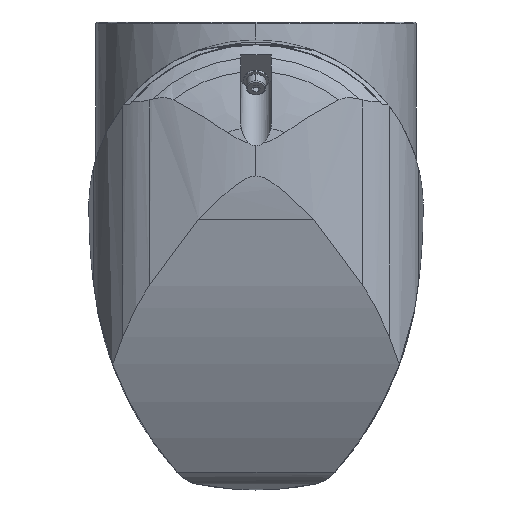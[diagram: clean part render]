
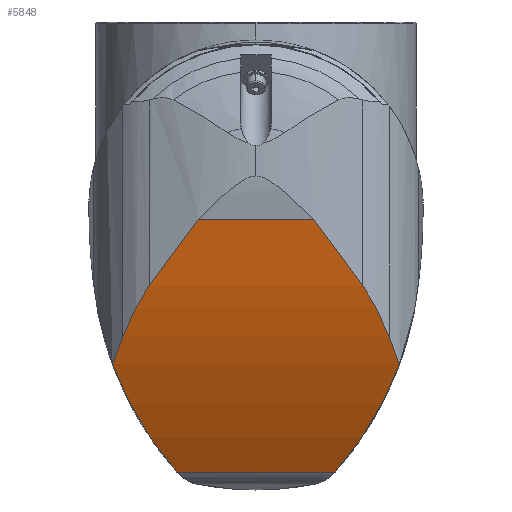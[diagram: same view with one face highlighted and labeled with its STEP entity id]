
A CAD part, top view. The second image highlights one B-rep face of the part: STEP entity #5848.
In plain terms, the highlighted cylindrical face has radius 245.724 mm (diameter 491.448 mm), a partial arc.
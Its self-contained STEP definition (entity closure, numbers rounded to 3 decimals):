
#2109=CARTESIAN_POINT('',(28.463,-94.872,56.653));
#2110=CARTESIAN_POINT('',(29.924,-93.216,57.737));
#2111=CARTESIAN_POINT('',(32.742,-89.84,59.889));
#2112=CARTESIAN_POINT('',(36.677,-84.576,63.064));
#2113=CARTESIAN_POINT('',(40.294,-79.155,66.15));
#2114=CARTESIAN_POINT('',(43.59,-73.599,69.127));
#2115=CARTESIAN_POINT('',(46.558,-67.937,71.976));
#2116=CARTESIAN_POINT('',(49.197,-62.198,74.68));
#2117=CARTESIAN_POINT('',(50.738,-58.337,76.379));
#2118=CARTESIAN_POINT('',(51.456,-56.398,77.202));
#2123=CARTESIAN_POINT('',(28.356,-94.999,56.57));
#2124=CARTESIAN_POINT('',(28.374,-94.978,56.584));
#2125=CARTESIAN_POINT('',(28.41,-94.936,56.612));
#2126=CARTESIAN_POINT('',(28.445,-94.894,56.639));
#2127=CARTESIAN_POINT('',(28.463,-94.872,56.653));
#2132=DIRECTION('',(-1.,0.,0.));
#2133=VECTOR('',#2132,56.712);
#2134=CARTESIAN_POINT('',(28.356,-94.999,56.57));
#2135=LINE('',#2134,#2133);
#2139=CARTESIAN_POINT('',(-28.463,-94.872,
56.653));
#2140=CARTESIAN_POINT('',(-28.445,-94.894,
56.639));
#2141=CARTESIAN_POINT('',(-28.41,-94.936,56.612));
#2142=CARTESIAN_POINT('',(-28.374,-94.978,
56.584));
#2143=CARTESIAN_POINT('',(-28.356,-94.999,
56.57));
#2148=CARTESIAN_POINT('',(-51.456,-56.398,
77.202));
#2149=CARTESIAN_POINT('',(-50.738,-58.337,
76.379));
#2150=CARTESIAN_POINT('',(-49.197,-62.198,
74.68));
#2151=CARTESIAN_POINT('',(-46.558,-67.937,
71.976));
#2152=CARTESIAN_POINT('',(-43.59,-73.599,
69.127));
#2153=CARTESIAN_POINT('',(-40.294,-79.155,
66.15));
#2154=CARTESIAN_POINT('',(-36.677,-84.576,
63.064));
#2155=CARTESIAN_POINT('',(-32.742,-89.841,
59.889));
#2156=CARTESIAN_POINT('',(-29.924,-93.216,
57.737));
#2157=CARTESIAN_POINT('',(-28.463,-94.872,
56.653));
#2162=CARTESIAN_POINT('',(-47.892,-46.671,
81.091));
#2163=CARTESIAN_POINT('',(-48.529,-48.266,
80.493));
#2164=CARTESIAN_POINT('',(-49.759,-51.483,
79.248));
#2165=CARTESIAN_POINT('',(-50.905,-54.751,
77.902));
#2166=CARTESIAN_POINT('',(-51.456,-56.398,
77.202));
#2171=CARTESIAN_POINT('',(-38.367,-28.158,
87.213));
#2172=CARTESIAN_POINT('',(-38.965,-29.024,
86.964));
#2173=CARTESIAN_POINT('',(-40.184,-30.903,
86.415));
#2174=CARTESIAN_POINT('',(-42.069,-34.165,
85.414));
#2175=CARTESIAN_POINT('',(-43.991,-37.864,
84.219));
#2176=CARTESIAN_POINT('',(-45.94,-42.009,
82.803));
#2177=CARTESIAN_POINT('',(-47.243,-45.068,
81.693));
#2178=CARTESIAN_POINT('',(-47.892,-46.671,
81.091));
#2183=CARTESIAN_POINT('',(-20.686,-4.293,
92.795));
#2184=CARTESIAN_POINT('',(-21.493,-5.246,
92.622));
#2185=CARTESIAN_POINT('',(-23.079,-7.174,
92.26));
#2186=CARTESIAN_POINT('',(-25.399,-10.114,
91.67));
#2187=CARTESIAN_POINT('',(-27.663,-13.086,
91.036));
#2188=CARTESIAN_POINT('',(-29.88,-16.078,
90.359));
#2189=CARTESIAN_POINT('',(-32.052,-19.081,
89.64));
#2190=CARTESIAN_POINT('',(-34.188,-22.095,
88.878));
#2191=CARTESIAN_POINT('',(-36.292,-25.118,
88.072));
#2192=CARTESIAN_POINT('',(-37.678,-27.143,
87.504));
#2193=CARTESIAN_POINT('',(-38.367,-28.158,
87.213));
#2198=CARTESIAN_POINT('',(38.367,-28.158,87.213));
#2199=CARTESIAN_POINT('',(37.678,-27.143,87.504));
#2200=CARTESIAN_POINT('',(36.292,-25.118,88.072));
#2201=CARTESIAN_POINT('',(34.187,-22.094,88.878));
#2202=CARTESIAN_POINT('',(32.051,-19.08,89.64));
#2203=CARTESIAN_POINT('',(29.879,-16.076,90.36));
#2204=CARTESIAN_POINT('',(27.662,-13.084,91.037));
#2205=CARTESIAN_POINT('',(25.398,-10.113,91.67));
#2206=CARTESIAN_POINT('',(23.079,-7.174,92.26));
#2207=CARTESIAN_POINT('',(21.493,-5.246,92.622));
#2208=CARTESIAN_POINT('',(20.686,-4.293,92.795));
#2213=CARTESIAN_POINT('',(47.892,-46.671,81.091));
#2214=CARTESIAN_POINT('',(47.243,-45.068,81.693));
#2215=CARTESIAN_POINT('',(45.94,-42.01,82.803));
#2216=CARTESIAN_POINT('',(43.992,-37.865,84.219));
#2217=CARTESIAN_POINT('',(42.069,-34.166,85.414));
#2218=CARTESIAN_POINT('',(40.184,-30.903,86.415));
#2219=CARTESIAN_POINT('',(38.965,-29.024,86.964));
#2220=CARTESIAN_POINT('',(38.367,-28.158,87.213));
#2225=CARTESIAN_POINT('',(51.456,-56.398,77.202));
#2226=CARTESIAN_POINT('',(50.905,-54.751,77.902));
#2227=CARTESIAN_POINT('',(49.759,-51.482,79.248));
#2228=CARTESIAN_POINT('',(48.529,-48.266,80.493));
#2229=CARTESIAN_POINT('',(47.892,-46.671,81.091));
#2374=CARTESIAN_POINT('',(28.356,-94.999,56.57));
#2423=CARTESIAN_POINT('',(-28.356,-94.999,
56.57));
#2992=DIRECTION('',(-1.,0.,0.));
#2993=VECTOR('',#2992,41.372);
#2994=CARTESIAN_POINT('',(20.686,-4.293,92.795));
#2995=LINE('',#2994,#2993);
#4180=VERTEX_POINT('',#2171);
#4181=VERTEX_POINT('',#2178);
#4182=VERTEX_POINT('',#2183);
#4183=VERTEX_POINT('',#2198);
#4184=VERTEX_POINT('',#2208);
#4185=VERTEX_POINT('',#2213);
#4208=VERTEX_POINT('',#2374);
#4211=VERTEX_POINT('',#2423);
#4212=VERTEX_POINT('',#2109);
#4213=VERTEX_POINT('',#2118);
#4214=VERTEX_POINT('',#2139);
#4215=VERTEX_POINT('',#2148);
#5821=CARTESIAN_POINT('',(60.,39.671,-148.964));
#5822=DIRECTION('',(-1.,0.,0.));
#5823=DIRECTION('',(0.,-1.,0.));
#5824=AXIS2_PLACEMENT_3D('',#5821,#5822,#5823);
#5825=CYLINDRICAL_SURFACE('',#5824,245.724);
#5826=ORIENTED_EDGE('',*,*,#4775,.F.);
#5828=ORIENTED_EDGE('',*,*,#5827,.F.);
#5830=ORIENTED_EDGE('',*,*,#5829,.T.);
#5832=ORIENTED_EDGE('',*,*,#5831,.F.);
#5833=ORIENTED_EDGE('',*,*,#5114,.F.);
#5835=ORIENTED_EDGE('',*,*,#5834,.F.);
#5837=ORIENTED_EDGE('',*,*,#5836,.F.);
#5839=ORIENTED_EDGE('',*,*,#5838,.F.);
#5841=ORIENTED_EDGE('',*,*,#5840,.F.);
#5843=ORIENTED_EDGE('',*,*,#5842,.F.);
#5844=ORIENTED_EDGE('',*,*,#5796,.F.);
#5845=ORIENTED_EDGE('',*,*,#5813,.F.);
#5846=EDGE_LOOP('',(#5826,#5828,#5830,#5832,#5833,#5835,#5837,#5839,#5841,#5843,
#5844,#5845));
#5847=FACE_OUTER_BOUND('',#5846,.F.);
#2119=B_SPLINE_CURVE_WITH_KNOTS('',3,(#2109,#2110,#2111,#2112,#2113,#2114,#2115,
#2116,#2117,#2118),.UNSPECIFIED.,.F.,.F.,(4,1,1,1,1,1,1,4),(0.,
0.143,0.286,0.429,0.571,
0.714,0.857,1.),.UNSPECIFIED.);
#2128=B_SPLINE_CURVE_WITH_KNOTS('',3,(#2123,#2124,#2125,#2126,#2127),
.UNSPECIFIED.,.F.,.F.,(4,1,4),(0.,0.5,1.),.UNSPECIFIED.);
#2144=B_SPLINE_CURVE_WITH_KNOTS('',3,(#2139,#2140,#2141,#2142,#2143),
.UNSPECIFIED.,.F.,.F.,(4,1,4),(0.,0.5,1.),.UNSPECIFIED.);
#2158=B_SPLINE_CURVE_WITH_KNOTS('',3,(#2148,#2149,#2150,#2151,#2152,#2153,#2154,
#2155,#2156,#2157),.UNSPECIFIED.,.F.,.F.,(4,1,1,1,1,1,1,4),(0.,
0.143,0.286,0.429,0.571,
0.714,0.857,1.),.UNSPECIFIED.);
#2167=B_SPLINE_CURVE_WITH_KNOTS('',3,(#2162,#2163,#2164,#2165,#2166),
.UNSPECIFIED.,.F.,.F.,(4,1,4),(0.,0.5,1.),.UNSPECIFIED.);
#2179=B_SPLINE_CURVE_WITH_KNOTS('',3,(#2171,#2172,#2173,#2174,#2175,#2176,#2177,
#2178),.UNSPECIFIED.,.F.,.F.,(4,1,1,1,1,4),(0.,0.2,0.4,0.6,0.8,1.),
.UNSPECIFIED.);
#2194=B_SPLINE_CURVE_WITH_KNOTS('',3,(#2183,#2184,#2185,#2186,#2187,#2188,#2189,
#2190,#2191,#2192,#2193),.UNSPECIFIED.,.F.,.F.,(4,1,1,1,1,1,1,1,4),(0.,
0.125,0.25,0.375,0.5,0.625,0.75,0.875,1.),.UNSPECIFIED.);
#2209=B_SPLINE_CURVE_WITH_KNOTS('',3,(#2198,#2199,#2200,#2201,#2202,#2203,#2204,
#2205,#2206,#2207,#2208),.UNSPECIFIED.,.F.,.F.,(4,1,1,1,1,1,1,1,4),(0.,
0.125,0.25,0.375,0.5,0.625,0.75,0.875,1.),.UNSPECIFIED.);
#2221=B_SPLINE_CURVE_WITH_KNOTS('',3,(#2213,#2214,#2215,#2216,#2217,#2218,#2219,
#2220),.UNSPECIFIED.,.F.,.F.,(4,1,1,1,1,4),(0.,0.2,0.4,0.6,0.8,1.),
.UNSPECIFIED.);
#2230=B_SPLINE_CURVE_WITH_KNOTS('',3,(#2225,#2226,#2227,#2228,#2229),
.UNSPECIFIED.,.F.,.F.,(4,1,4),(0.,0.5,1.),.UNSPECIFIED.);
#4775=EDGE_CURVE('',#4212,#4213,#2119,.T.);
#5114=EDGE_CURVE('',#4215,#4214,#2158,.T.);
#5796=EDGE_CURVE('',#4185,#4183,#2221,.T.);
#5813=EDGE_CURVE('',#4213,#4185,#2230,.T.);
#5827=EDGE_CURVE('',#4208,#4212,#2128,.T.);
#5829=EDGE_CURVE('',#4208,#4211,#2135,.T.);
#5831=EDGE_CURVE('',#4214,#4211,#2144,.T.);
#5834=EDGE_CURVE('',#4181,#4215,#2167,.T.);
#5836=EDGE_CURVE('',#4180,#4181,#2179,.T.);
#5838=EDGE_CURVE('',#4182,#4180,#2194,.T.);
#5840=EDGE_CURVE('',#4184,#4182,#2995,.T.);
#5842=EDGE_CURVE('',#4183,#4184,#2209,.T.);
#5848=ADVANCED_FACE('',(#5847),#5825,.T.);
